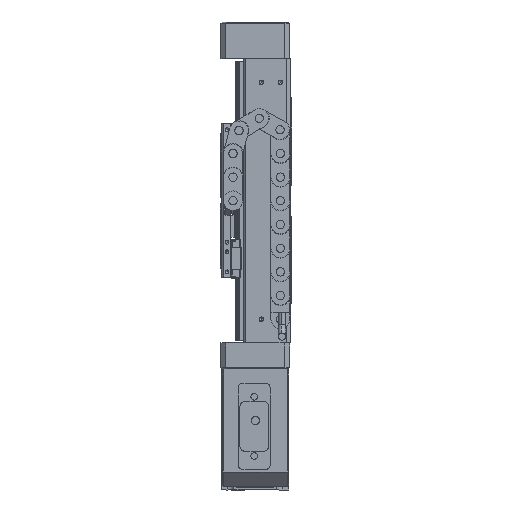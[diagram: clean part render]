
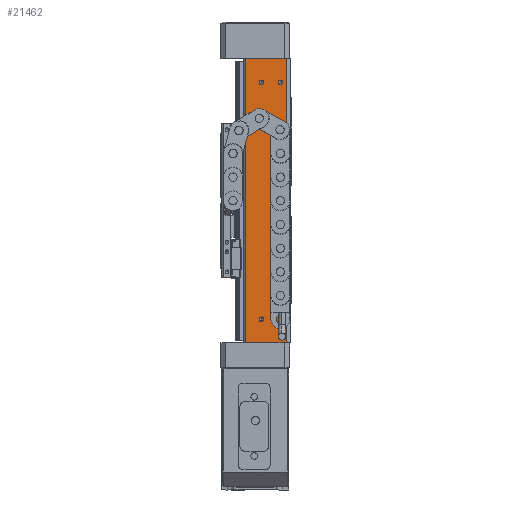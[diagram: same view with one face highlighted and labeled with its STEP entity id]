
A CAD part, left-side view. The second image highlights one B-rep face of the part: STEP entity #21462.
In plain terms, the highlighted planar face has unit normal (-1, 0, 0).
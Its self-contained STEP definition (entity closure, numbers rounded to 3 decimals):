
#430 = DIRECTION ( 'NONE',  ( 0., 0., -1. ) ) ;
#615 = DIRECTION ( 'NONE',  ( 0., 0., 1. ) ) ;
#626 = DIRECTION ( 'NONE',  ( -1., 0., 0. ) ) ;
#971 = VERTEX_POINT ( 'NONE', #9065 ) ;
#1745 = CARTESIAN_POINT ( 'NONE',  ( 0., -0.3, 0. ) ) ;
#1897 = LINE ( 'NONE', #44775, #14879 ) ;
#2048 = EDGE_CURVE ( 'NONE', #12143, #31628, #1897, .T. ) ;
#2205 = CIRCLE ( 'NONE', #18636, 1. ) ;
#2603 = ORIENTED_EDGE ( 'NONE', *, *, #12515, .F. ) ;
#2805 = EDGE_CURVE ( 'NONE', #13151, #971, #4076, .T. ) ;
#3329 = CARTESIAN_POINT ( 'NONE',  ( 0., -15., 110. ) ) ;
#3773 = AXIS2_PLACEMENT_3D ( 'NONE', #34360, #41832, #18224 ) ;
#3927 = DIRECTION ( 'NONE',  ( 0., -1., 0. ) ) ;
#4076 = LINE ( 'NONE', #34663, #16282 ) ;
#4436 = LINE ( 'NONE', #39125, #16655 ) ;
#4820 = FACE_OUTER_BOUND ( 'NONE', #7880, .T. ) ;
#5176 = AXIS2_PLACEMENT_3D ( 'NONE', #3329, #23374, #19013 ) ;
#5485 = CARTESIAN_POINT ( 'NONE',  ( 0., -7., 110. ) ) ;
#5590 = FACE_BOUND ( 'NONE', #28980, .T. ) ;
#5790 = DIRECTION ( 'NONE',  ( 0., 0., 1. ) ) ;
#6918 = AXIS2_PLACEMENT_3D ( 'NONE', #19846, #16257, #47310 ) ;
#7035 = ORIENTED_EDGE ( 'NONE', *, *, #45168, .F. ) ;
#7317 = DIRECTION ( 'NONE',  ( 0., 0., 1. ) ) ;
#7566 = DIRECTION ( 'NONE',  ( 0., 0., 1. ) ) ;
#7841 = AXIS2_PLACEMENT_3D ( 'NONE', #15546, #27357, #7566 ) ;
#7880 = EDGE_LOOP ( 'NONE', ( #42344, #29874, #10369, #24915 ) ) ;
#8350 = EDGE_CURVE ( 'NONE', #43152, #29817, #2205, .T. ) ;
#8683 = AXIS2_PLACEMENT_3D ( 'NONE', #27610, #626, #12174 ) ;
#9065 = CARTESIAN_POINT ( 'NONE',  ( 0., -17.4, 120. ) ) ;
#9079 = DIRECTION ( 'NONE',  ( -1., 0., 0. ) ) ;
#9431 = EDGE_LOOP ( 'NONE', ( #7035, #20368 ) ) ;
#10369 = ORIENTED_EDGE ( 'NONE', *, *, #26484, .T. ) ;
#10894 = VERTEX_POINT ( 'NONE', #24860 ) ;
#11427 = CARTESIAN_POINT ( 'NONE',  ( 0., -0.3, 120. ) ) ;
#11557 = CARTESIAN_POINT ( 'NONE',  ( 0., -7., 110. ) ) ;
#12109 = CARTESIAN_POINT ( 'NONE',  ( 0., -15., 49. ) ) ;
#12143 = VERTEX_POINT ( 'NONE', #11427 ) ;
#12162 = DIRECTION ( 'NONE',  ( -1., 0., 0. ) ) ;
#12174 = DIRECTION ( 'NONE',  ( 0., 0., 1. ) ) ;
#12515 = EDGE_CURVE ( 'NONE', #10894, #40060, #12662, .T. ) ;
#12662 = CIRCLE ( 'NONE', #6918, 1. ) ;
#13151 = VERTEX_POINT ( 'NONE', #16977 ) ;
#14300 = VERTEX_POINT ( 'NONE', #25697 ) ;
#14656 = CARTESIAN_POINT ( 'NONE',  ( 0., 0., 0. ) ) ;
#14879 = VECTOR ( 'NONE', #430, 1000. ) ;
#15270 = AXIS2_PLACEMENT_3D ( 'NONE', #11557, #19531, #46992 ) ;
#15546 = CARTESIAN_POINT ( 'NONE',  ( 0., -15., 50. ) ) ;
#15843 = AXIS2_PLACEMENT_3D ( 'NONE', #44894, #25410, #41042 ) ;
#15911 = CIRCLE ( 'NONE', #34766, 1. ) ;
#16206 = EDGE_CURVE ( 'NONE', #42347, #29826, #48259, .T. ) ;
#16257 = DIRECTION ( 'NONE',  ( -1., 0., 0. ) ) ;
#16282 = VECTOR ( 'NONE', #42878, 1000. ) ;
#16302 = CARTESIAN_POINT ( 'NONE',  ( 0., -15., 110. ) ) ;
#16655 = VECTOR ( 'NONE', #3927, 1000. ) ;
#16929 = VERTEX_POINT ( 'NONE', #38156 ) ;
#16977 = CARTESIAN_POINT ( 'NONE',  ( 0., -17.4, 0. ) ) ;
#17189 = FACE_BOUND ( 'NONE', #47122, .T. ) ;
#17678 = CARTESIAN_POINT ( 'NONE',  ( 0., -15., 109. ) ) ;
#17753 = ORIENTED_EDGE ( 'NONE', *, *, #47272, .F. ) ;
#18224 = DIRECTION ( 'NONE',  ( 0., 0., 1. ) ) ;
#18636 = AXIS2_PLACEMENT_3D ( 'NONE', #16302, #12162, #615 ) ;
#19013 = DIRECTION ( 'NONE',  ( 0., 0., 1. ) ) ;
#19531 = DIRECTION ( 'NONE',  ( -1., 0., 0. ) ) ;
#19846 = CARTESIAN_POINT ( 'NONE',  ( 0., -15., 10. ) ) ;
#20368 = ORIENTED_EDGE ( 'NONE', *, *, #8350, .F. ) ;
#20924 = VERTEX_POINT ( 'NONE', #12109 ) ;
#21322 = PLANE ( 'NONE',  #15843 ) ;
#21462 = ADVANCED_FACE ( 'NONE', ( #36665, #17189, #5590, #28487, #36932, #4820 ), #21322, .F. ) ;
#21544 = VERTEX_POINT ( 'NONE', #37678 ) ;
#23374 = DIRECTION ( 'NONE',  ( -1., 0., 0. ) ) ;
#24793 = DIRECTION ( 'NONE',  ( 0., 0., 1. ) ) ;
#24860 = CARTESIAN_POINT ( 'NONE',  ( 0., -15., 11. ) ) ;
#24915 = ORIENTED_EDGE ( 'NONE', *, *, #2805, .T. ) ;
#25008 = CARTESIAN_POINT ( 'NONE',  ( 0., -15., 111. ) ) ;
#25410 = DIRECTION ( 'NONE',  ( 1., 0., 0. ) ) ;
#25504 = CARTESIAN_POINT ( 'NONE',  ( 0., -7., 11. ) ) ;
#25697 = CARTESIAN_POINT ( 'NONE',  ( 0., -7., 111. ) ) ;
#25957 = CIRCLE ( 'NONE', #3773, 1. ) ;
#26484 = EDGE_CURVE ( 'NONE', #31628, #13151, #41620, .T. ) ;
#27357 = DIRECTION ( 'NONE',  ( -1., 0., 0. ) ) ;
#27493 = EDGE_CURVE ( 'NONE', #40060, #10894, #31019, .T. ) ;
#27610 = CARTESIAN_POINT ( 'NONE',  ( 0., -7., 10. ) ) ;
#28487 = FACE_BOUND ( 'NONE', #47337, .T. ) ;
#28980 = EDGE_LOOP ( 'NONE', ( #2603, #41256 ) ) ;
#29219 = ORIENTED_EDGE ( 'NONE', *, *, #37362, .F. ) ;
#29817 = VERTEX_POINT ( 'NONE', #25008 ) ;
#29826 = VERTEX_POINT ( 'NONE', #25504 ) ;
#29874 = ORIENTED_EDGE ( 'NONE', *, *, #2048, .T. ) ;
#30650 = ORIENTED_EDGE ( 'NONE', *, *, #47792, .F. ) ;
#31019 = CIRCLE ( 'NONE', #41689, 1. ) ;
#31455 = DIRECTION ( 'NONE',  ( -1., 0., 0. ) ) ;
#31628 = VERTEX_POINT ( 'NONE', #1745 ) ;
#32902 = EDGE_LOOP ( 'NONE', ( #17753, #29219 ) ) ;
#33159 = ORIENTED_EDGE ( 'NONE', *, *, #16206, .F. ) ;
#33310 = CIRCLE ( 'NONE', #8683, 1. ) ;
#33381 = VECTOR ( 'NONE', #38009, 1000. ) ;
#34099 = CIRCLE ( 'NONE', #7841, 1. ) ;
#34360 = CARTESIAN_POINT ( 'NONE',  ( 0., -15., 50. ) ) ;
#34361 = EDGE_CURVE ( 'NONE', #12143, #971, #4436, .T. ) ;
#34663 = CARTESIAN_POINT ( 'NONE',  ( 0., -17.4, 120. ) ) ;
#34766 = AXIS2_PLACEMENT_3D ( 'NONE', #5485, #9079, #24793 ) ;
#36600 = CARTESIAN_POINT ( 'NONE',  ( 0., -7., 10. ) ) ;
#36665 = FACE_BOUND ( 'NONE', #32902, .T. ) ;
#36932 = FACE_BOUND ( 'NONE', #9431, .T. ) ;
#37120 = DIRECTION ( 'NONE',  ( -1., 0., 0. ) ) ;
#37362 = EDGE_CURVE ( 'NONE', #20924, #21544, #25957, .T. ) ;
#37678 = CARTESIAN_POINT ( 'NONE',  ( 0., -15., 51. ) ) ;
#38009 = DIRECTION ( 'NONE',  ( 0., -1., 0. ) ) ;
#38156 = CARTESIAN_POINT ( 'NONE',  ( 0., -7., 109. ) ) ;
#39125 = CARTESIAN_POINT ( 'NONE',  ( 0., 0., 120. ) ) ;
#39201 = AXIS2_PLACEMENT_3D ( 'NONE', #36600, #37120, #5790 ) ;
#40060 = VERTEX_POINT ( 'NONE', #42661 ) ;
#40420 = CIRCLE ( 'NONE', #5176, 1. ) ;
#41042 = DIRECTION ( 'NONE',  ( 0., 1., 0. ) ) ;
#41256 = ORIENTED_EDGE ( 'NONE', *, *, #27493, .F. ) ;
#41620 = LINE ( 'NONE', #14656, #33381 ) ;
#41689 = AXIS2_PLACEMENT_3D ( 'NONE', #46853, #31455, #7317 ) ;
#41832 = DIRECTION ( 'NONE',  ( -1., 0., 0. ) ) ;
#42344 = ORIENTED_EDGE ( 'NONE', *, *, #34361, .F. ) ;
#42347 = VERTEX_POINT ( 'NONE', #43452 ) ;
#42661 = CARTESIAN_POINT ( 'NONE',  ( 0., -15., 9. ) ) ;
#42878 = DIRECTION ( 'NONE',  ( 0., 0., 1. ) ) ;
#43152 = VERTEX_POINT ( 'NONE', #17678 ) ;
#43452 = CARTESIAN_POINT ( 'NONE',  ( 0., -7., 9. ) ) ;
#44775 = CARTESIAN_POINT ( 'NONE',  ( 0., -0.3, 120. ) ) ;
#44894 = CARTESIAN_POINT ( 'NONE',  ( 0., 0., 120. ) ) ;
#45168 = EDGE_CURVE ( 'NONE', #29817, #43152, #40420, .T. ) ;
#45758 = EDGE_CURVE ( 'NONE', #16929, #14300, #15911, .T. ) ;
#46853 = CARTESIAN_POINT ( 'NONE',  ( 0., -15., 10. ) ) ;
#46992 = DIRECTION ( 'NONE',  ( 0., 0., 1. ) ) ;
#47122 = EDGE_LOOP ( 'NONE', ( #30650, #33159 ) ) ;
#47263 = CIRCLE ( 'NONE', #15270, 1. ) ;
#47272 = EDGE_CURVE ( 'NONE', #21544, #20924, #34099, .T. ) ;
#47310 = DIRECTION ( 'NONE',  ( 0., 0., 1. ) ) ;
#47337 = EDGE_LOOP ( 'NONE', ( #50197, #48273 ) ) ;
#47670 = EDGE_CURVE ( 'NONE', #14300, #16929, #47263, .T. ) ;
#47792 = EDGE_CURVE ( 'NONE', #29826, #42347, #33310, .T. ) ;
#48259 = CIRCLE ( 'NONE', #39201, 1. ) ;
#48273 = ORIENTED_EDGE ( 'NONE', *, *, #45758, .F. ) ;
#50197 = ORIENTED_EDGE ( 'NONE', *, *, #47670, .F. ) ;
